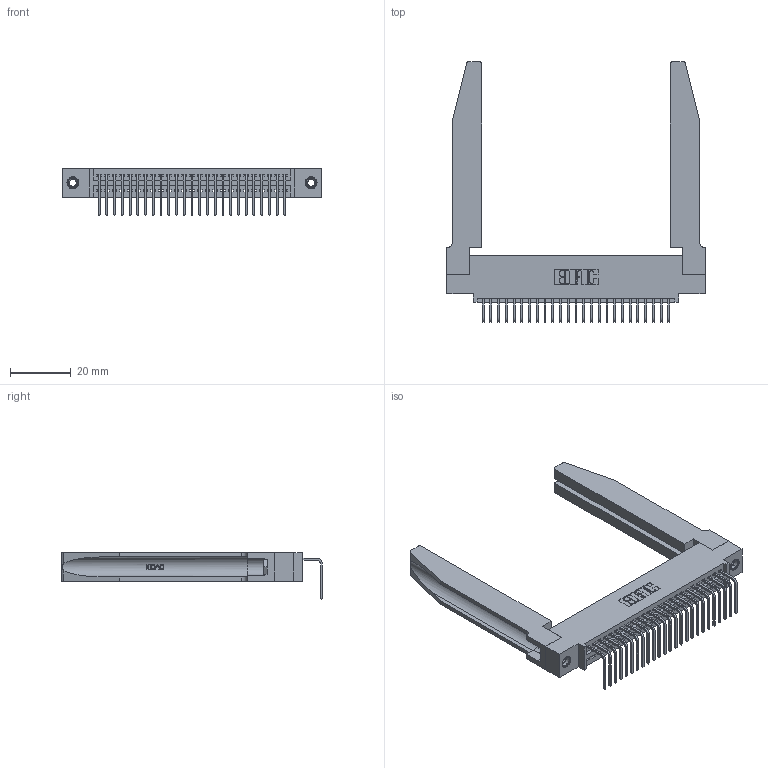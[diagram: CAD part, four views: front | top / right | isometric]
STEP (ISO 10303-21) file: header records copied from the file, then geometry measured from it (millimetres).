
FILE_DESCRIPTION (( 'STEP AP203' ), '1' );
FILE_NAME ('345-025-558-478.STEP', '2019-10-10T13:29:03', ( '' ), ( '' ), 'SwSTEP 2.0', 'SolidWorks 2016', '' );
FILE_SCHEMA (( 'CONFIG_CONTROL_DESIGN' ));
Length unit declared in the file: inch
Products named in the file (5): 345 Part_0.110 Offset - 0.156 Dia-TH; 345-292-001_558 Tail - 2; 345-250-001_345-250-001-102; 345-220-078_345-220-078; 345-025-558-478
Assembly tree (30 placements, depth 2):
  345-025-558-478
    345 Part_0.110 Offset - 0.156 Dia-TH
    345-292-001_558 Tail - 2  x25
    345-250-001_345-250-001-102  x2
    345-220-078_345-220-078  x2
Bounding box: 84.73 x 85.59 x 15.37 mm (x, y, z)
Volume: 15689.3 mm3; surface area: 17709.3 mm2
Topology: 30 solids, 30 shells, 1864 faces, 5511 edges, 3630 vertices
Faces by surface type: plane 1276, cylinder 536, bspline 36, cone 12, torus 4
Entity records: 26060 total; most frequent: CARTESIAN_POINT 5414, ORIENTED_EDGE 4270, DIRECTION 3759, EDGE_CURVE 2135, VECTOR 1809, LINE 1809, VERTEX_POINT 1416, AXIS2_PLACEMENT_3D 975
